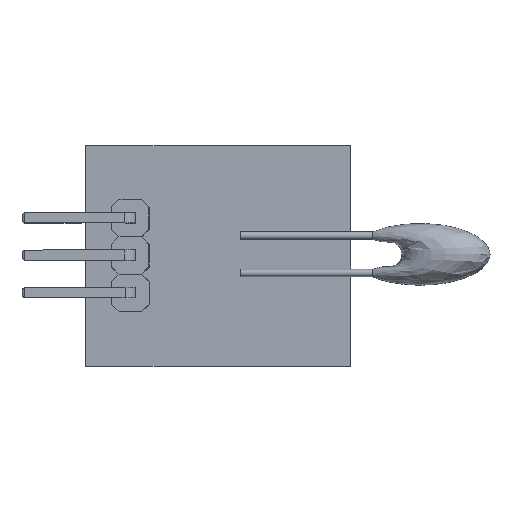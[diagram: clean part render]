
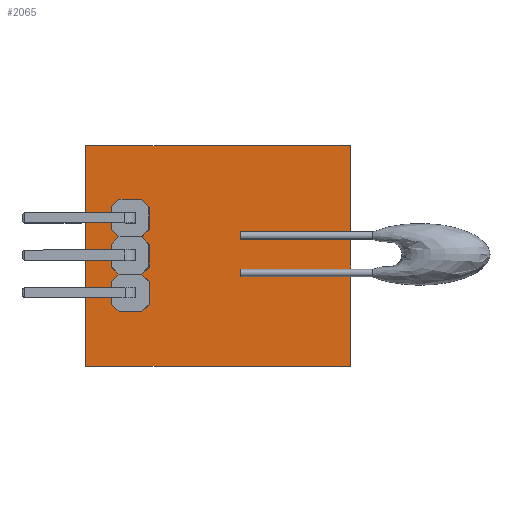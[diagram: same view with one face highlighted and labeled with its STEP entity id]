
A CAD part, top view. The second image highlights one B-rep face of the part: STEP entity #2065.
In plain terms, the highlighted planar face has unit normal (0, 0, 1).
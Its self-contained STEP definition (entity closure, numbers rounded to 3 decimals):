
#103=LINE('',#3037,#355);
#106=LINE('',#3043,#358);
#109=LINE('',#3049,#361);
#112=LINE('',#3053,#364);
#355=VECTOR('',#2479,10.);
#358=VECTOR('',#2484,10.);
#361=VECTOR('',#2489,10.);
#364=VECTOR('',#2494,10.);
#609=PLANE('',#2314);
#722=FACE_BOUND('',#874,.T.);
#723=FACE_BOUND('',#875,.T.);
#724=FACE_BOUND('',#876,.T.);
#743=FACE_OUTER_BOUND('',#873,.T.);
#873=EDGE_LOOP('',(#1509,#1510,#1511,#1512));
#874=EDGE_LOOP('',(#1513));
#875=EDGE_LOOP('',(#1514));
#876=EDGE_LOOP('',(#1515));
#1008=CIRCLE('',#2303,0.5);
#1010=CIRCLE('',#2306,0.5);
#1012=CIRCLE('',#2309,0.5);
#1030=VERTEX_POINT('',#3018);
#1032=VERTEX_POINT('',#3023);
#1034=VERTEX_POINT('',#3028);
#1037=VERTEX_POINT('',#3034);
#1038=VERTEX_POINT('',#3036);
#1040=VERTEX_POINT('',#3042);
#1042=VERTEX_POINT('',#3048);
#1208=EDGE_CURVE('',#1030,#1030,#1008,.T.);
#1210=EDGE_CURVE('',#1032,#1032,#1010,.T.);
#1212=EDGE_CURVE('',#1034,#1034,#1012,.T.);
#1215=EDGE_CURVE('',#1038,#1037,#103,.T.);
#1218=EDGE_CURVE('',#1040,#1038,#106,.T.);
#1221=EDGE_CURVE('',#1042,#1040,#109,.T.);
#1224=EDGE_CURVE('',#1037,#1042,#112,.T.);
#1509=ORIENTED_EDGE('',*,*,#1224,.T.);
#1510=ORIENTED_EDGE('',*,*,#1221,.T.);
#1511=ORIENTED_EDGE('',*,*,#1218,.T.);
#1512=ORIENTED_EDGE('',*,*,#1215,.T.);
#1513=ORIENTED_EDGE('',*,*,#1208,.T.);
#1514=ORIENTED_EDGE('',*,*,#1210,.T.);
#1515=ORIENTED_EDGE('',*,*,#1212,.T.);
#2065=ADVANCED_FACE('',(#743,#722,#723,#724),#609,.T.);
#2303=AXIS2_PLACEMENT_3D('',#3019,#2461,#2462);
#2306=AXIS2_PLACEMENT_3D('',#3024,#2467,#2468);
#2309=AXIS2_PLACEMENT_3D('',#3029,#2473,#2474);
#2314=AXIS2_PLACEMENT_3D('',#3054,#2495,#2496);
#2461=DIRECTION('center_axis',(0.,0.,-1.));
#2462=DIRECTION('ref_axis',(1.,0.,0.));
#2467=DIRECTION('center_axis',(0.,0.,-1.));
#2468=DIRECTION('ref_axis',(1.,0.,0.));
#2473=DIRECTION('center_axis',(0.,0.,-1.));
#2474=DIRECTION('ref_axis',(1.,0.,0.));
#2479=DIRECTION('',(0.,-1.,0.));
#2484=DIRECTION('',(-1.,0.,0.));
#2489=DIRECTION('',(0.,1.,0.));
#2494=DIRECTION('',(1.,0.,0.));
#2495=DIRECTION('center_axis',(0.,0.,1.));
#2496=DIRECTION('ref_axis',(1.,0.,0.));
#3018=CARTESIAN_POINT('',(3.5,10.,2.));
#3019=CARTESIAN_POINT('Origin',(3.,10.,2.));
#3023=CARTESIAN_POINT('',(3.5,7.5,2.));
#3024=CARTESIAN_POINT('Origin',(3.,7.5,2.));
#3028=CARTESIAN_POINT('',(3.5,5.,2.));
#3029=CARTESIAN_POINT('Origin',(3.,5.,2.));
#3034=CARTESIAN_POINT('',(0.,0.,2.));
#3036=CARTESIAN_POINT('',(0.,15.,2.));
#3037=CARTESIAN_POINT('',(0.,15.,2.));
#3042=CARTESIAN_POINT('',(18.,15.,2.));
#3043=CARTESIAN_POINT('',(18.,15.,2.));
#3048=CARTESIAN_POINT('',(18.,0.,2.));
#3049=CARTESIAN_POINT('',(18.,0.,2.));
#3053=CARTESIAN_POINT('',(0.,0.,2.));
#3054=CARTESIAN_POINT('Origin',(9.,7.5,2.));
